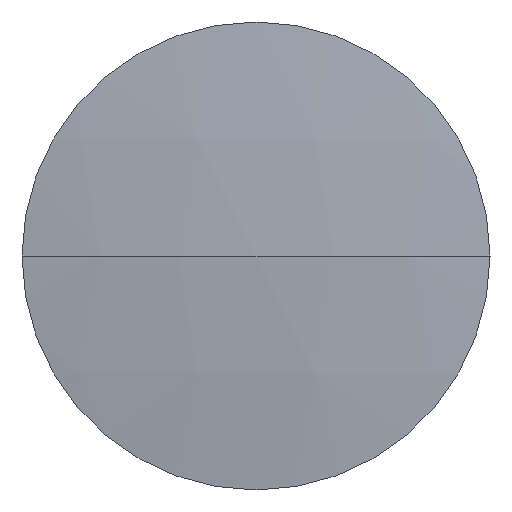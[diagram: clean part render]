
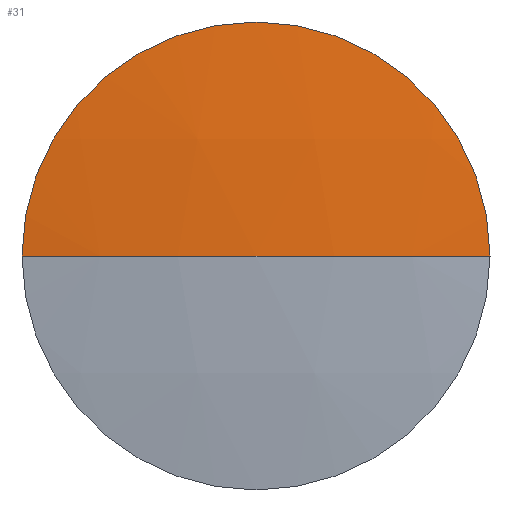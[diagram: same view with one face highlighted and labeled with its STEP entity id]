
A CAD part, left-side view. The second image highlights one B-rep face of the part: STEP entity #31.
In plain terms, the highlighted spherical face has radius 100 mm.
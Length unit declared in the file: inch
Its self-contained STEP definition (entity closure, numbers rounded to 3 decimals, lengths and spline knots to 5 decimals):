
#16 = ORIENTED_EDGE ( 'NONE', *, *, #17, .T. ) ;
#17 = EDGE_CURVE ( 'NONE', #36, #18, #97, .T. ) ;
#18 = VERTEX_POINT ( 'NONE', #92 ) ;
#19 = ORIENTED_EDGE ( 'NONE', *, *, #20, .F. ) ;
#20 = EDGE_CURVE ( 'NONE', #21, #18, #91, .T. ) ;
#21 = VERTEX_POINT ( 'NONE', #86 ) ;
#22 = ORIENTED_EDGE ( 'NONE', *, *, #23, .F. ) ;
#23 = EDGE_CURVE ( 'NONE', #34, #21, #84, .T. ) ;
#31 = ADVANCED_FACE ( 'NONE', ( #140 ), #178, .T. ) ;
#32 = EDGE_LOOP ( 'NONE', ( #33, #16, #19, #22 ) ) ;
#33 = ORIENTED_EDGE ( 'NONE', *, *, #35, .F. ) ;
#34 = VERTEX_POINT ( 'NONE', #174 ) ;
#35 = EDGE_CURVE ( 'NONE', #36, #34, #173, .T. ) ;
#36 = VERTEX_POINT ( 'NONE', #168 ) ;
#80 = DIRECTION ( 'NONE',  ( 0., 0., -1. ) ) ;
#81 = DIRECTION ( 'NONE',  ( 1., 0., 0. ) ) ;
#82 = CARTESIAN_POINT ( 'NONE',  ( -3.49389, 1.35893, 0.87225 ) ) ;
#83 = AXIS2_PLACEMENT_3D ( 'NONE', #82, #81, #80 ) ;
#84 = CIRCLE ( 'NONE', #83, 0.5 ) ;
#86 = CARTESIAN_POINT ( 'NONE',  ( -3.49389, 1.35893, 1.37225 ) ) ;
#87 = DIRECTION ( 'NONE',  ( 0., 0., -1. ) ) ;
#88 = DIRECTION ( 'NONE',  ( 1., 0., 0. ) ) ;
#89 = CARTESIAN_POINT ( 'NONE',  ( -3.49389, 1.35893, 0.87225 ) ) ;
#90 = AXIS2_PLACEMENT_3D ( 'NONE', #89, #88, #87 ) ;
#91 = CIRCLE ( 'NONE', #90, 0.5 ) ;
#92 = CARTESIAN_POINT ( 'NONE',  ( -3.49389, 0.85893, 0.87225 ) ) ;
#93 = DIRECTION ( 'NONE',  ( 0., -1., 0. ) ) ;
#94 = DIRECTION ( 'NONE',  ( 0., 0., 1. ) ) ;
#95 = CARTESIAN_POINT ( 'NONE',  ( 0.41124, 1.35893, 0.87225 ) ) ;
#96 = AXIS2_PLACEMENT_3D ( 'NONE', #95, #94, #93 ) ;
#97 = CIRCLE ( 'NONE', #96, 3.93701 ) ;
#140 = FACE_OUTER_BOUND ( 'NONE', #32, .T. ) ;
#168 = CARTESIAN_POINT ( 'NONE',  ( -3.52577, 1.35893, 0.87225 ) ) ;
#169 = DIRECTION ( 'NONE',  ( -1., 0., 0. ) ) ;
#170 = DIRECTION ( 'NONE',  ( 0., 0., -1. ) ) ;
#171 = CARTESIAN_POINT ( 'NONE',  ( 0.41124, 1.35893, 0.87225 ) ) ;
#172 = AXIS2_PLACEMENT_3D ( 'NONE', #171, #170, #169 ) ;
#173 = CIRCLE ( 'NONE', #172, 3.93701 ) ;
#174 = CARTESIAN_POINT ( 'NONE',  ( -3.49389, 1.85893, 0.87225 ) ) ;
#175 = DIRECTION ( 'NONE',  ( 0., 1., 0. ) ) ;
#176 = DIRECTION ( 'NONE',  ( 0., 0., 1. ) ) ;
#177 = AXIS2_PLACEMENT_3D ( 'NONE', #179, #176, #175 ) ;
#178 = SPHERICAL_SURFACE ( 'NONE', #177, 3.93701 ) ;
#179 = CARTESIAN_POINT ( 'NONE',  ( 0.41124, 1.35893, 0.87225 ) ) ;
